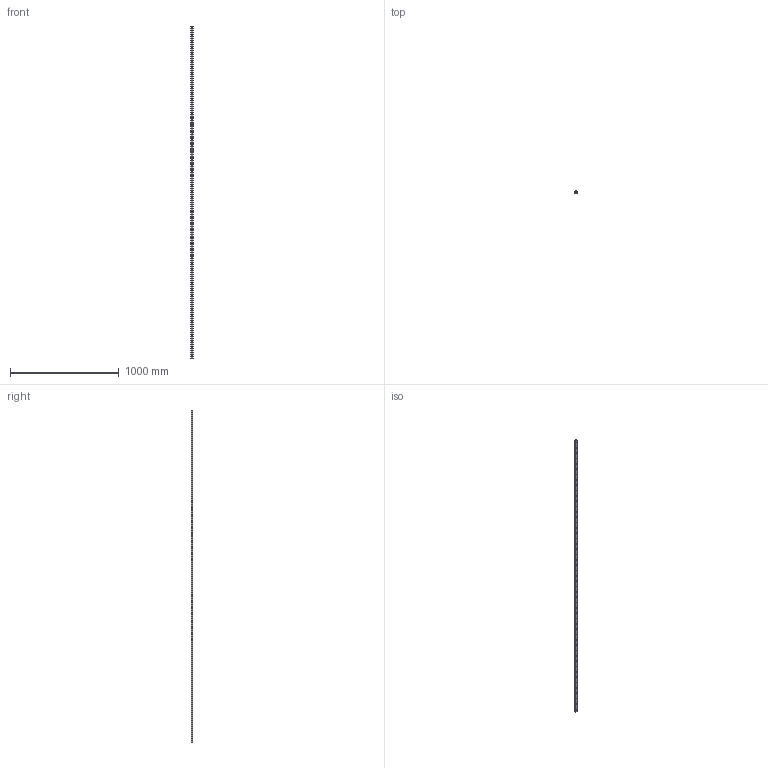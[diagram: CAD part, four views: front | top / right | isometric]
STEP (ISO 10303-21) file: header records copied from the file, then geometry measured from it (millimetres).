
FILE_DESCRIPTION (( 'STEP AP214' ), '1' );
FILE_NAME ('HGR20R LINEAR GUIDE RAIL, CONFIGURABLE, 3050 mm.STEP', '2019-03-07T08:56:50', ( '' ), ( '' ), 'SwSTEP 2.0', 'SolidWorks 2018', '' );
FILE_SCHEMA (( 'AUTOMOTIVE_DESIGN' ));
Length unit declared in the file: millimetre
Products named in the file (2): HGR20R LINEAR GUIDE RAIL, CONFIGURABLE, 3050 mm
Bounding box: 20 x 17.5 x 3050 mm (x, y, z)
Volume: 868879.4 mm3; surface area: 252801.7 mm2
Topology: 1 solids, 1 shells, 299 faces, 738 edges, 492 vertices
Faces by surface type: cylinder 226, plane 73
Entity records: 9357 total; most frequent: DIRECTION 1792, CARTESIAN_POINT 1531, ORIENTED_EDGE 1476, AXIS2_PLACEMENT_3D 753, EDGE_CURVE 738, VERTEX_POINT 492, EDGE_LOOP 452, CIRCLE 452
